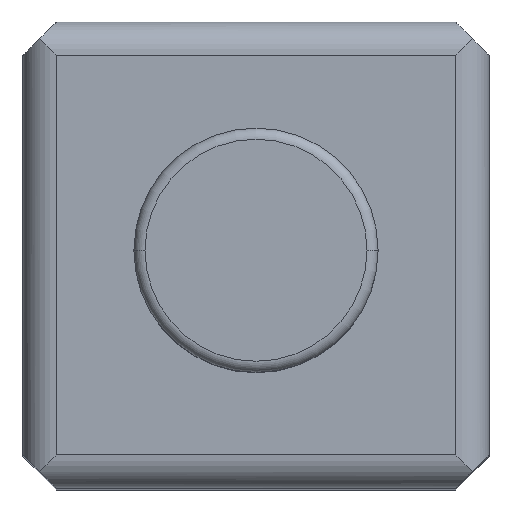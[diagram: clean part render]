
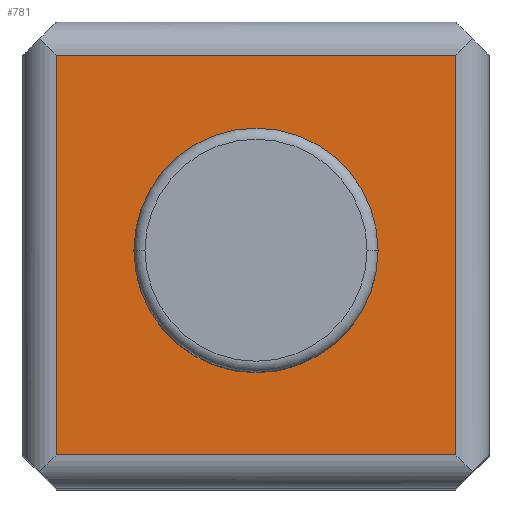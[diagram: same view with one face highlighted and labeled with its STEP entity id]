
A CAD part, top view. The second image highlights one B-rep face of the part: STEP entity #781.
In plain terms, the highlighted planar face has unit normal (0, 0, 1).
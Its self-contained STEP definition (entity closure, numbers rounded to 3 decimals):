
#44 = VERTEX_POINT ( 'NONE', #273 ) ;
#51 = DIRECTION ( 'NONE',  ( -1., 0., 0. ) ) ;
#75 = VECTOR ( 'NONE', #279, 1000. ) ;
#98 = CARTESIAN_POINT ( 'NONE',  ( -11., 0.393, 95.2 ) ) ;
#130 = DIRECTION ( 'NONE',  ( -1., 0., 0. ) ) ;
#143 = DIRECTION ( 'NONE',  ( 1., 0., 0. ) ) ;
#162 = VECTOR ( 'NONE', #351, 1000. ) ;
#163 = VECTOR ( 'NONE', #851, 1000. ) ;
#170 = LINE ( 'NONE', #554, #162 ) ;
#173 = VERTEX_POINT ( 'NONE', #830 ) ;
#178 = FACE_OUTER_BOUND ( 'NONE', #734, .T. ) ;
#207 = DIRECTION ( 'NONE',  ( 0., 0., 1. ) ) ;
#238 = AXIS2_PLACEMENT_3D ( 'NONE', #849, #437, #857 ) ;
#247 = FACE_BOUND ( 'NONE', #678, .T. ) ;
#260 = ORIENTED_EDGE ( 'NONE', *, *, #510, .F. ) ;
#270 = CARTESIAN_POINT ( 'NONE',  ( 11., 0.393, 95.2 ) ) ;
#273 = CARTESIAN_POINT ( 'NONE',  ( -18., -18., 95.2 ) ) ;
#277 = CARTESIAN_POINT ( 'NONE',  ( 0., 18., 95.2 ) ) ;
#279 = DIRECTION ( 'NONE',  ( 0., -1., 0. ) ) ;
#284 = EDGE_CURVE ( 'NONE', #646, #789, #561, .T. ) ;
#328 = CARTESIAN_POINT ( 'NONE',  ( -18., 0., 95.2 ) ) ;
#329 = CIRCLE ( 'NONE', #576, 11. ) ;
#333 = VERTEX_POINT ( 'NONE', #703 ) ;
#351 = DIRECTION ( 'NONE',  ( 0., 1., 0. ) ) ;
#386 = DIRECTION ( 'NONE',  ( 0., 0., -1. ) ) ;
#399 = ORIENTED_EDGE ( 'NONE', *, *, #685, .T. ) ;
#437 = DIRECTION ( 'NONE',  ( 0., 0., 1. ) ) ;
#440 = CARTESIAN_POINT ( 'NONE',  ( 0., -18., 95.2 ) ) ;
#453 = AXIS2_PLACEMENT_3D ( 'NONE', #713, #386, #51 ) ;
#472 = VERTEX_POINT ( 'NONE', #739 ) ;
#473 = EDGE_CURVE ( 'NONE', #472, #44, #861, .T. ) ;
#489 = VECTOR ( 'NONE', #130, 1000. ) ;
#504 = PLANE ( 'NONE',  #453 ) ;
#510 = EDGE_CURVE ( 'NONE', #789, #646, #329, .T. ) ;
#522 = LINE ( 'NONE', #277, #489 ) ;
#536 = EDGE_CURVE ( 'NONE', #333, #472, #522, .T. ) ;
#554 = CARTESIAN_POINT ( 'NONE',  ( 18., 0., 95.2 ) ) ;
#561 = CIRCLE ( 'NONE', #238, 11. ) ;
#576 = AXIS2_PLACEMENT_3D ( 'NONE', #795, #207, #143 ) ;
#601 = EDGE_CURVE ( 'NONE', #173, #333, #170, .T. ) ;
#643 = ORIENTED_EDGE ( 'NONE', *, *, #536, .T. ) ;
#646 = VERTEX_POINT ( 'NONE', #98 ) ;
#649 = LINE ( 'NONE', #440, #163 ) ;
#678 = EDGE_LOOP ( 'NONE', ( #712, #260 ) ) ;
#685 = EDGE_CURVE ( 'NONE', #44, #173, #649, .T. ) ;
#703 = CARTESIAN_POINT ( 'NONE',  ( 18., 18., 95.2 ) ) ;
#712 = ORIENTED_EDGE ( 'NONE', *, *, #284, .F. ) ;
#713 = CARTESIAN_POINT ( 'NONE',  ( 0., 0., 95.2 ) ) ;
#734 = EDGE_LOOP ( 'NONE', ( #643, #846, #399, #748 ) ) ;
#739 = CARTESIAN_POINT ( 'NONE',  ( -18., 18., 95.2 ) ) ;
#748 = ORIENTED_EDGE ( 'NONE', *, *, #601, .T. ) ;
#781 = ADVANCED_FACE ( 'NONE', ( #178, #247 ), #504, .F. ) ;
#789 = VERTEX_POINT ( 'NONE', #270 ) ;
#795 = CARTESIAN_POINT ( 'NONE',  ( 0., 0.393, 95.2 ) ) ;
#830 = CARTESIAN_POINT ( 'NONE',  ( 18., -18., 95.2 ) ) ;
#846 = ORIENTED_EDGE ( 'NONE', *, *, #473, .T. ) ;
#849 = CARTESIAN_POINT ( 'NONE',  ( 0., 0.393, 95.2 ) ) ;
#851 = DIRECTION ( 'NONE',  ( 1., 0., 0. ) ) ;
#857 = DIRECTION ( 'NONE',  ( 1., 0., 0. ) ) ;
#861 = LINE ( 'NONE', #328, #75 ) ;
